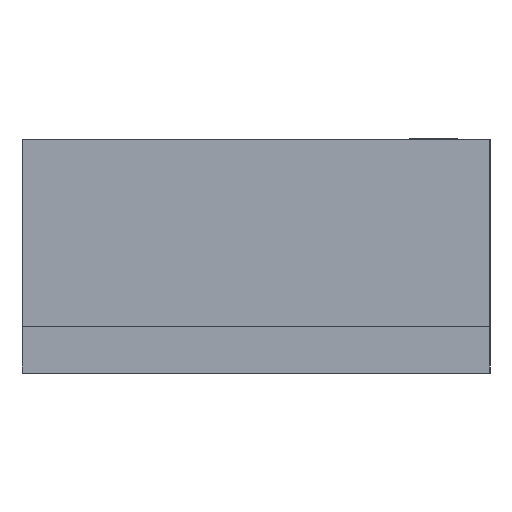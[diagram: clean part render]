
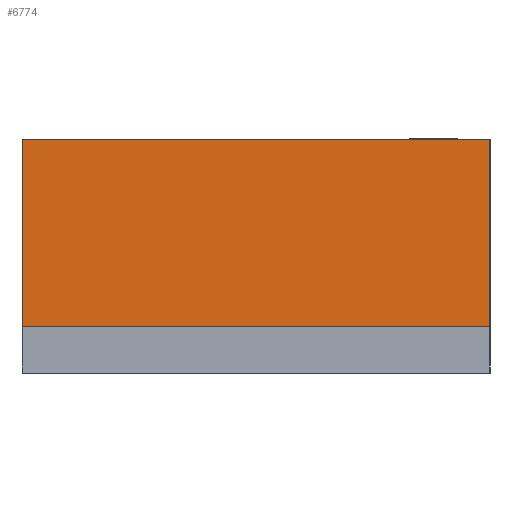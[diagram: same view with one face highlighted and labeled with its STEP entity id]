
A CAD part, left-side view. The second image highlights one B-rep face of the part: STEP entity #6774.
In plain terms, the highlighted planar face has unit normal (-1, 0, 0).
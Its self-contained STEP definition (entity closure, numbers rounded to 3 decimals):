
#177 = CARTESIAN_POINT ( 'NONE',  ( -1., 1., 1. ) ) ;
#591 = CARTESIAN_POINT ( 'NONE',  ( -1., -1., 1. ) ) ;
#658 = DIRECTION ( 'NONE',  ( 1., 0., 0. ) ) ;
#669 = LINE ( 'NONE', #14598, #3142 ) ;
#1352 = LINE ( 'NONE', #5721, #11113 ) ;
#1360 = EDGE_CURVE ( 'NONE', #7239, #7116, #1352, .T. ) ;
#1897 = VERTEX_POINT ( 'NONE', #2607 ) ;
#2607 = CARTESIAN_POINT ( 'NONE',  ( -1., -1., 0.2 ) ) ;
#2716 = DIRECTION ( 'NONE',  ( 0., 0., -1. ) ) ;
#2841 = FACE_OUTER_BOUND ( 'NONE', #3604, .T. ) ;
#3142 = VECTOR ( 'NONE', #11235, 1000. ) ;
#3283 = CARTESIAN_POINT ( 'NONE',  ( -1., 1., 0.2 ) ) ;
#3604 = EDGE_LOOP ( 'NONE', ( #7484, #9472, #6098, #6475 ) ) ;
#4114 = CARTESIAN_POINT ( 'NONE',  ( -1., 1., 1. ) ) ;
#4404 = VERTEX_POINT ( 'NONE', #5668 ) ;
#5668 = CARTESIAN_POINT ( 'NONE',  ( -1., -1., 1. ) ) ;
#5721 = CARTESIAN_POINT ( 'NONE',  ( -1., 1., 1. ) ) ;
#6098 = ORIENTED_EDGE ( 'NONE', *, *, #7797, .F. ) ;
#6475 = ORIENTED_EDGE ( 'NONE', *, *, #1360, .T. ) ;
#6774 = ADVANCED_FACE ( 'NONE', ( #2841 ), #11228, .F. ) ;
#7116 = VERTEX_POINT ( 'NONE', #3283 ) ;
#7239 = VERTEX_POINT ( 'NONE', #177 ) ;
#7484 = ORIENTED_EDGE ( 'NONE', *, *, #11925, .T. ) ;
#7797 = EDGE_CURVE ( 'NONE', #7239, #4404, #14408, .T. ) ;
#8448 = LINE ( 'NONE', #591, #13453 ) ;
#9415 = DIRECTION ( 'NONE',  ( 0., 0., -1. ) ) ;
#9472 = ORIENTED_EDGE ( 'NONE', *, *, #14755, .F. ) ;
#10942 = CARTESIAN_POINT ( 'NONE',  ( -1., 1., 1. ) ) ;
#11113 = VECTOR ( 'NONE', #9415, 1000. ) ;
#11228 = PLANE ( 'NONE',  #13479 ) ;
#11235 = DIRECTION ( 'NONE',  ( 0., -1., 0. ) ) ;
#11413 = VECTOR ( 'NONE', #14557, 1000. ) ;
#11925 = EDGE_CURVE ( 'NONE', #7116, #1897, #669, .T. ) ;
#13453 = VECTOR ( 'NONE', #2716, 1000. ) ;
#13479 = AXIS2_PLACEMENT_3D ( 'NONE', #10942, #658, #14530 ) ;
#14408 = LINE ( 'NONE', #4114, #11413 ) ;
#14530 = DIRECTION ( 'NONE',  ( 0., 0., -1. ) ) ;
#14557 = DIRECTION ( 'NONE',  ( 0., -1., 0. ) ) ;
#14598 = CARTESIAN_POINT ( 'NONE',  ( -1., 1., 0.2 ) ) ;
#14755 = EDGE_CURVE ( 'NONE', #4404, #1897, #8448, .T. ) ;
